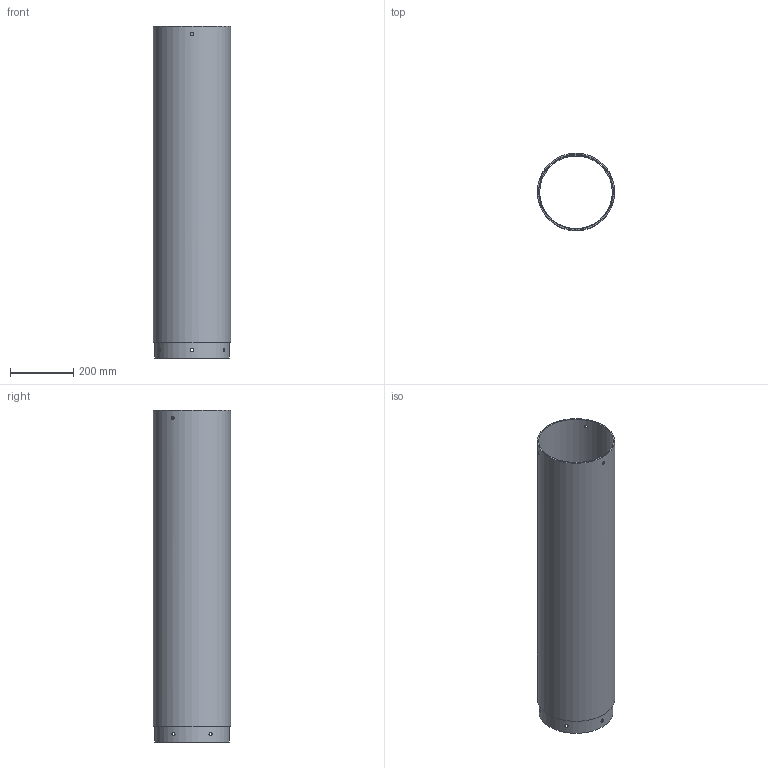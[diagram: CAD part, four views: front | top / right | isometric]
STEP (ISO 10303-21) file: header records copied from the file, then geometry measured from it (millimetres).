
FILE_DESCRIPTION(('STEP AP214'),'1');
FILE_NAME('244.5.stp','2017-02-01T16:39:25',(' '),(' '),'Spatial InterOp 3D',' ',' ');
FILE_SCHEMA(('automotive_design'));
Length unit declared in the file: millimetre
Products named in the file (3): repère: 2; tube repère :1
Assembly tree (2 placements, depth 2):
  (unnamed)
    repère: 2
    tube repère :1
Bounding box: 244.5 x 244.5 x 1050 mm (x, y, z)
Volume: 3147355.6 mm3; surface area: 1622085.9 mm2
Topology: 2 solids, 2 shells, 17 faces, 39 edges, 26 vertices
Faces by surface type: cylinder 13, plane 4
Full cylindrical faces by diameter (mm): 10 x3, 11.2 x6, 229.5 x1, 234.5 x1, 236.5 x1, 244.5 x1
Entity records: 2034 total; most frequent: CARTESIAN_POINT 1482, DIRECTION 56, EDGE_LOOP 52, ORIENTED_EDGE 52, FACE_OUTER_BOUND 30, AXIS2_PLACEMENT_3D 28, EDGE_CURVE 26, VERTEX_POINT 26
